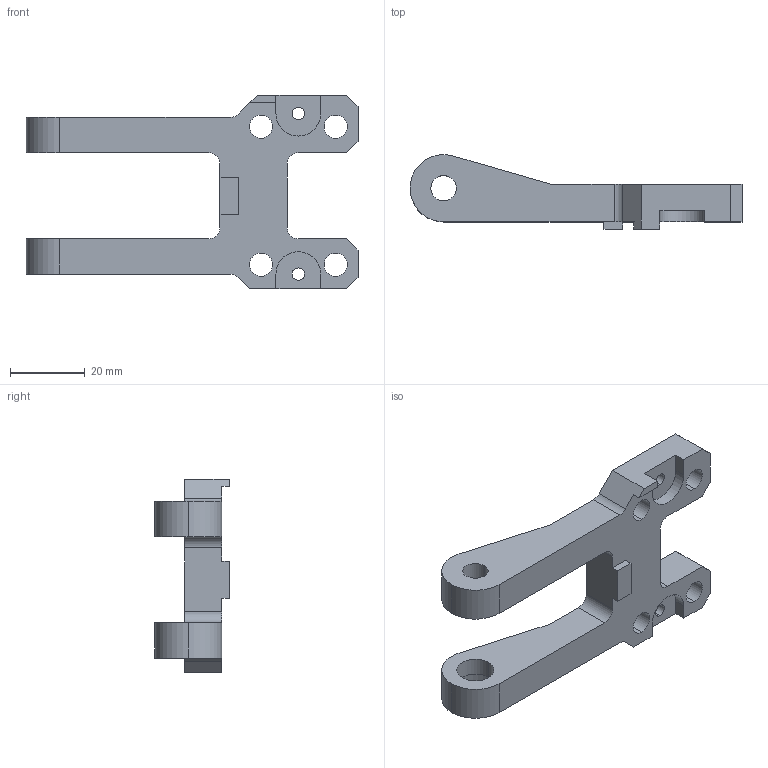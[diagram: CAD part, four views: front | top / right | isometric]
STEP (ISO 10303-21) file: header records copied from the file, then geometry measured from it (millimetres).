
FILE_DESCRIPTION (( 'STEP AP214' ), '1' );
FILE_NAME ('ALTI2-USI-007-A-CHAPPE-MOTEUR.STEP', '2021-12-22T15:50:56', ( '' ), ( '' ), 'SwSTEP 2.0', 'SolidWorks 2021', '' );
FILE_SCHEMA (( 'AUTOMOTIVE_DESIGN' ));
Length unit declared in the file: millimetre
Products named in the file (1): ALTI2-USI-007-A-CHAPPE-MOTEUR
Bounding box: 89 x 19.99 x 52 mm (x, y, z)
Volume: 22830.3 mm3; surface area: 10629.8 mm2
Topology: 1 solids, 1 shells, 76 faces, 212 edges, 138 vertices
Faces by surface type: plane 36, cylinder 32, cone 8
Entity records: 2582 total; most frequent: DIRECTION 440, CARTESIAN_POINT 427, ORIENTED_EDGE 424, EDGE_CURVE 212, AXIS2_PLACEMENT_3D 151, VERTEX_POINT 138, LINE 138, VECTOR 138
